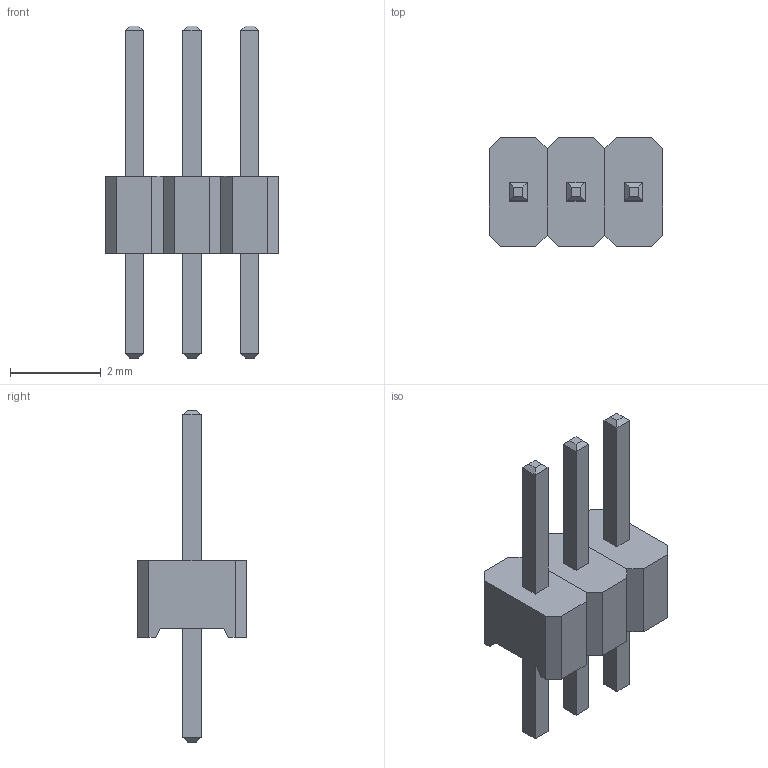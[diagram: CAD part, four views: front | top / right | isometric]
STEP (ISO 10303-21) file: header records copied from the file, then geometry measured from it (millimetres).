
FILE_DESCRIPTION (( 'STEP AP214' ), '1' );
FILE_NAME ('User Library-PinHeader1_27_3.STEP', '2016-09-14T02:31:29', ( 'Windows User' ), ( '' ), 'SwSTEP 2.0', 'SolidWorks 2016', '' );
FILE_SCHEMA (( 'AUTOMOTIVE_DESIGN' ));
Length unit declared in the file: millimetre
Products named in the file (3): User Library-PinHeader1_27_3_K÷rper3; User Library-PinHeader1_27_3_Pin3; User Library-PinHeader1_27_3
Assembly tree (2 placements, depth 2):
  User Library-PinHeader1_27_3
    User Library-PinHeader1_27_3_Pin3
    User Library-PinHeader1_27_3_K÷rper3
Bounding box: 3.81 x 2.4 x 7.3 mm (x, y, z)
Volume: 16.5 mm3; surface area: 92.7 mm2
Topology: 6 solids, 6 shells, 96 faces, 228 edges, 144 vertices
Faces by surface type: plane 96
Entity records: 3894 total; most frequent: CARTESIAN_POINT 473, ORIENTED_EDGE 456, DIRECTION 430, LINE 228, EDGE_CURVE 228, VECTOR 228, VERTEX_POINT 144, UNCERTAINTY_MEASURE_WITH_UNIT 107
